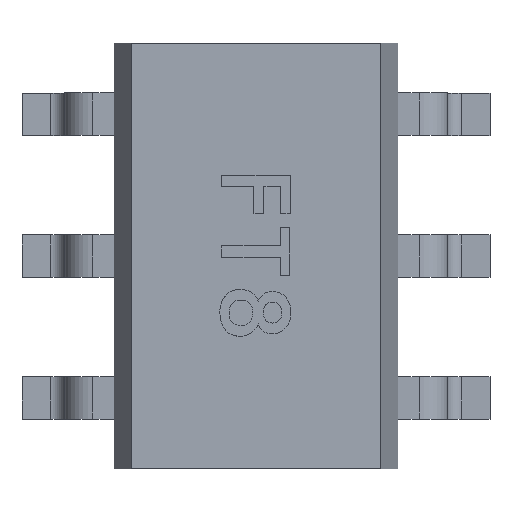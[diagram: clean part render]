
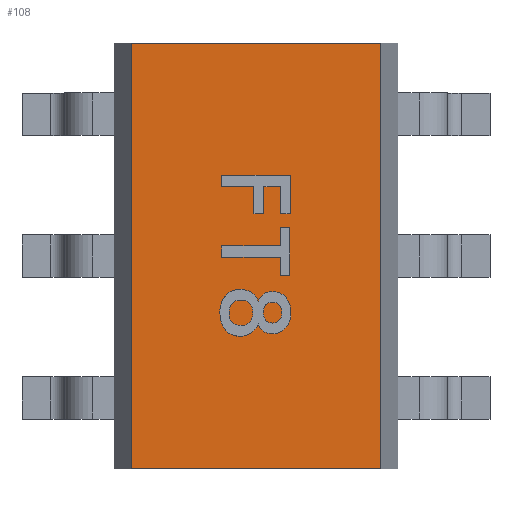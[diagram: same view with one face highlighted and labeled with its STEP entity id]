
A CAD part, top view. The second image highlights one B-rep face of the part: STEP entity #108.
In plain terms, the highlighted planar face has unit normal (0, 0, 1).
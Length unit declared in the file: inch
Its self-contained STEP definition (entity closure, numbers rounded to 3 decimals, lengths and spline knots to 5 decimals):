
#69=CARTESIAN_POINT('',(0.,0.15,0.1));
#70=DIRECTION('',(1.,0.,0.));
#71=VECTOR('',#70,1.);
#72=LINE('',#69,#71);
#73=EDGE_CURVE('',#75,#77,#72,.T.);
#74=CARTESIAN_POINT('',(-0.08794,0.15,0.1));
#75=VERTEX_POINT('',#74);
#76=CARTESIAN_POINT('',(0.08794,0.15,0.1));
#77=VERTEX_POINT('',#76);
#78=ORIENTED_EDGE('',*,*,#73,.F.);
#79=CARTESIAN_POINT('',(-0.08794,0.,0.1));
#80=DIRECTION('',(0.,-1.,0.));
#81=VECTOR('',#80,1.);
#82=LINE('',#79,#81);
#83=EDGE_CURVE('',#75,#85,#82,.T.);
#84=CARTESIAN_POINT('',(-0.08794,-0.15,0.1));
#85=VERTEX_POINT('',#84);
#86=ORIENTED_EDGE('',*,*,#83,.T.);
#87=CARTESIAN_POINT('',(0.,-0.15,0.1));
#88=DIRECTION('',(-1.,0.,0.));
#89=VECTOR('',#88,1.);
#90=LINE('',#87,#89);
#91=EDGE_CURVE('',#93,#85,#90,.T.);
#92=CARTESIAN_POINT('',(0.08794,-0.15,0.1));
#93=VERTEX_POINT('',#92);
#94=ORIENTED_EDGE('',*,*,#91,.F.);
#95=CARTESIAN_POINT('',(0.08794,0.,0.1));
#96=DIRECTION('',(0.,1.,0.));
#97=VECTOR('',#96,1.);
#98=LINE('',#95,#97);
#99=EDGE_CURVE('',#93,#77,#98,.T.);
#100=ORIENTED_EDGE('',*,*,#99,.T.);
#101=EDGE_LOOP('',(#78,#86,#94,#100));
#102=FACE_BOUND('',#101,.T.);
#103=CARTESIAN_POINT('',(0.,0.,0.1));
#104=DIRECTION('',(0.,0.,1.));
#105=DIRECTION('',(0.,1.,0.));
#106=AXIS2_PLACEMENT_3D('',#103,#104,#105);
#107=PLANE('',#106);
#108=ADVANCED_FACE('',(#102),#107,.T.);
